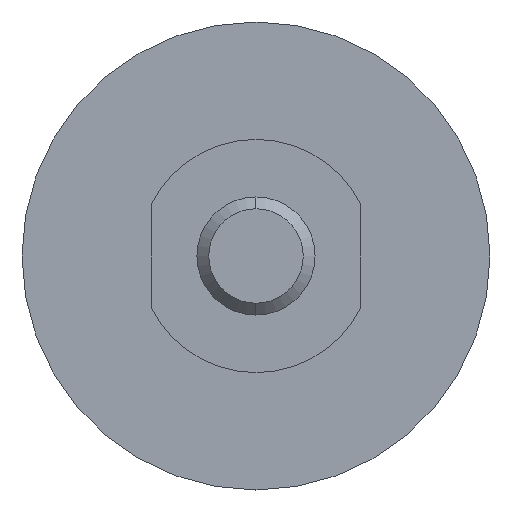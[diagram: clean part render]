
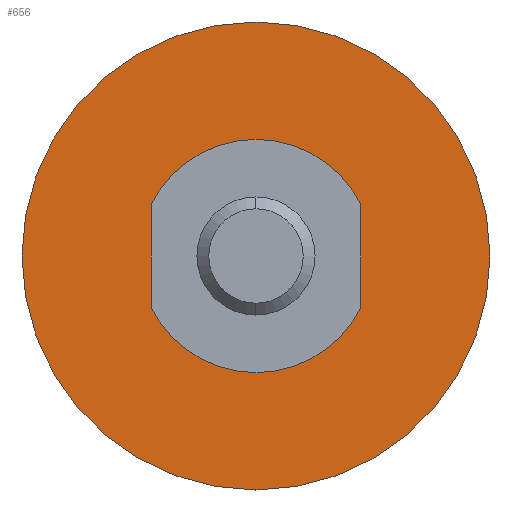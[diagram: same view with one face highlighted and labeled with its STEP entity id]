
A CAD part, left-side view. The second image highlights one B-rep face of the part: STEP entity #656.
In plain terms, the highlighted free-form (B-spline) face has degree [1, 1] with [2, 2] control points.
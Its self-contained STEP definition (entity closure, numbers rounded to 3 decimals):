
#132=CARTESIAN_POINT('',(32.7,0.,15.85));
#133=VERTEX_POINT('',#132);
#142=CARTESIAN_POINT('',(32.7,0.,-15.85));
#143=VERTEX_POINT('',#142);
#144=CARTESIAN_POINT('',(32.7,0.,0.));
#145=DIRECTION('',(1.0,0.0,0.0));
#146=DIRECTION('',(0.0,0.0,1.0));
#147=AXIS2_PLACEMENT_3D('',#144,#145,#146);
#148=CIRCLE('',#147,15.85);
#149=EDGE_CURVE('',#133,#143,#148,.T.);
#302=CARTESIAN_POINT('',(32.7,0.,7.9));
#303=VERTEX_POINT('',#302);
#319=CARTESIAN_POINT('',(32.7,-7.1,3.464));
#320=VERTEX_POINT('',#319);
#327=CARTESIAN_POINT('',(32.7,0.,0.));
#328=DIRECTION('',(1.0,0.0,0.0));
#329=DIRECTION('',(0.0,0.0,1.0));
#330=AXIS2_PLACEMENT_3D('',#327,#328,#329);
#331=CIRCLE('',#330,7.9);
#332=EDGE_CURVE('',#303,#320,#331,.T.);
#342=CARTESIAN_POINT('',(32.7,0.,-7.9));
#343=VERTEX_POINT('',#342);
#352=CARTESIAN_POINT('',(32.7,-7.1,-3.464));
#353=VERTEX_POINT('',#352);
#354=CARTESIAN_POINT('',(32.7,0.,0.));
#355=DIRECTION('',(1.0,0.0,0.0));
#356=DIRECTION('',(0.0,0.0,1.0));
#357=AXIS2_PLACEMENT_3D('',#354,#355,#356);
#358=CIRCLE('',#357,7.9);
#359=EDGE_CURVE('',#353,#343,#358,.T.);
#510=CARTESIAN_POINT('',(32.7,7.1,3.464));
#511=VERTEX_POINT('',#510);
#520=CARTESIAN_POINT('',(32.7,7.1,-3.464));
#521=VERTEX_POINT('',#520);
#522=CARTESIAN_POINT('',(32.7,7.1,-3.464));
#523=DIRECTION('',(0.0,0.0,1.0));
#524=VECTOR('',#523,6.928);
#525=LINE('',#522,#524);
#526=EDGE_CURVE('',#521,#511,#525,.T.);
#551=CARTESIAN_POINT('',(32.7,-7.1,3.464));
#552=DIRECTION('',(0.0,0.0,-1.0));
#553=VECTOR('',#552,6.928);
#554=LINE('',#551,#553);
#555=EDGE_CURVE('',#320,#353,#554,.T.);
#605=CARTESIAN_POINT('',(32.7,0.,0.));
#606=DIRECTION('',(1.0,0.0,0.0));
#607=DIRECTION('',(0.0,0.0,1.0));
#608=AXIS2_PLACEMENT_3D('',#605,#606,#607);
#609=CIRCLE('',#608,7.9);
#610=EDGE_CURVE('',#343,#521,#609,.T.);
#621=CARTESIAN_POINT('',(32.7,0.,0.));
#622=DIRECTION('',(1.0,0.0,0.0));
#623=DIRECTION('',(0.0,0.0,1.0));
#624=AXIS2_PLACEMENT_3D('',#621,#622,#623);
#625=CIRCLE('',#624,7.9);
#626=EDGE_CURVE('',#511,#303,#625,.T.);
#633=CARTESIAN_POINT('',(32.7,15.85,15.85));
#634=CARTESIAN_POINT('',(32.7,-15.85,15.85));
#635=CARTESIAN_POINT('',(32.7,15.85,-15.85));
#636=CARTESIAN_POINT('',(32.7,-15.85,-15.85));
#637=B_SPLINE_SURFACE_WITH_KNOTS('',1,1,((#633,#635),(#634,#636)),.UNSPECIFIED.,.F.,.F.,.U.,(2,2),(2,2),(0.0,31.7),(0.0,31.7),.UNSPECIFIED.);
#638=ORIENTED_EDGE('',*,*,#149,.F.);
#639=CARTESIAN_POINT('',(32.7,0.,0.));
#640=DIRECTION('',(1.0,0.0,0.0));
#641=DIRECTION('',(0.0,0.0,1.0));
#642=AXIS2_PLACEMENT_3D('',#639,#640,#641);
#643=CIRCLE('',#642,15.85);
#644=EDGE_CURVE('',#143,#133,#643,.T.);
#645=ORIENTED_EDGE('',*,*,#644,.F.);
#646=EDGE_LOOP('',(#638,#645));
#647=FACE_OUTER_BOUND('',#646,.T.);
#648=ORIENTED_EDGE('',*,*,#555,.T.);
#649=ORIENTED_EDGE('',*,*,#359,.T.);
#650=ORIENTED_EDGE('',*,*,#610,.T.);
#651=ORIENTED_EDGE('',*,*,#526,.T.);
#652=ORIENTED_EDGE('',*,*,#626,.T.);
#653=ORIENTED_EDGE('',*,*,#332,.T.);
#654=EDGE_LOOP('',(#648,#649,#650,#651,#652,#653));
#655=FACE_BOUND('',#654,.T.);
#656=ADVANCED_FACE('',(#647,#655),#637,.F.);
